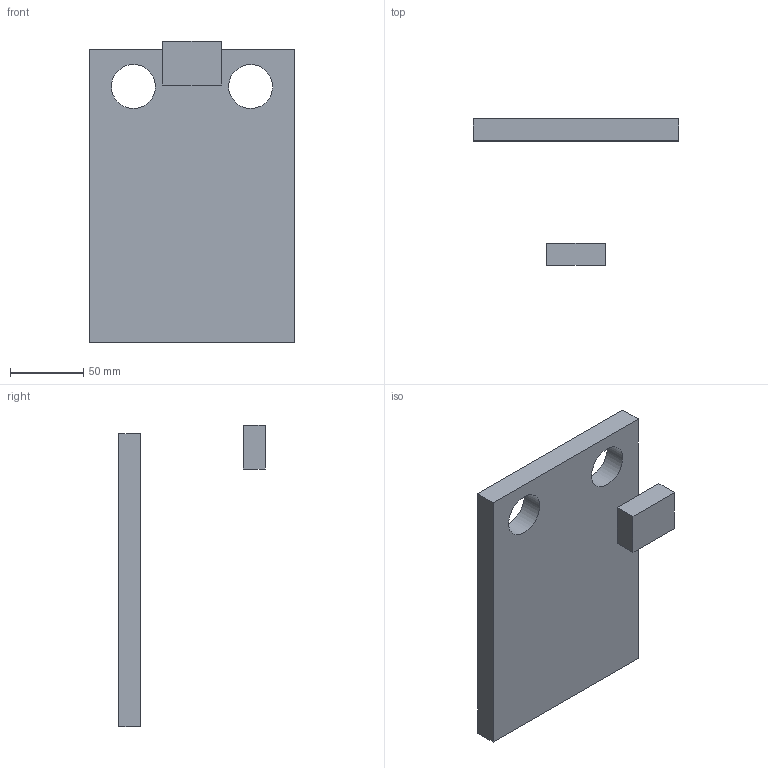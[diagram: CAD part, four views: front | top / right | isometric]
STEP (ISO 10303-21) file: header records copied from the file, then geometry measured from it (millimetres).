
FILE_DESCRIPTION(/* description */ (''),/* implementation_level */ '2;1');
FILE_NAME(/* name */ 'E-TKT_024-electronic_hall_sensor_KY-003',/* time_stamp */ '2023-04-19T16:06:50-03:00',/* author */ (''),/* organization */ (''),/* preprocessor_version */ 'ST-DEVELOPER v16.5',/* originating_system */ '',/* authorisation */ '');
FILE_SCHEMA (('AUTOMOTIVE_DESIGN'));
Length unit declared in the file: centimetre
Products named in the file (1): Document
Bounding box: 140 x 100.02 x 206.03 mm (x, y, z)
Volume: 416751.4 mm3; surface area: 70699.2 mm2
Topology: 2 solids, 2 shells, 14 faces, 33 edges, 26 vertices
Faces by surface type: plane 12, bspline 2
Entity records: 466 total; most frequent: CARTESIAN_POINT 180, ORIENTED_EDGE 60, EDGE_CURVE 30, B_SPLINE_CURVE_WITH_KNOTS 24, VERTEX_POINT 20, EDGE_LOOP 18, DIRECTION 18, AXIS2_PLACEMENT_3D 15
